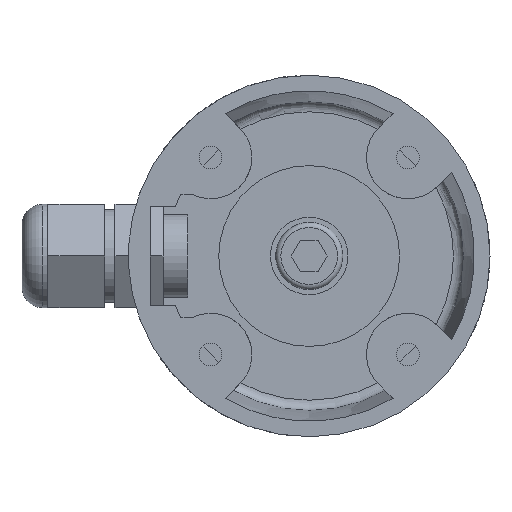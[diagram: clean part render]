
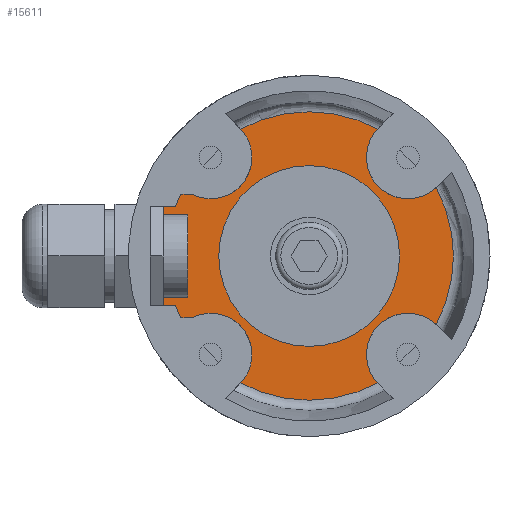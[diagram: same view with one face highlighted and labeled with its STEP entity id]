
A CAD part, front view. The second image highlights one B-rep face of the part: STEP entity #15611.
In plain terms, the highlighted planar face has unit normal (0, -1, 0).
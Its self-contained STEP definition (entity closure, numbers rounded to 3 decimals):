
#1047=FACE_BOUND('',#3456,.T.);
#1065=CIRCLE('',#15693,17.5);
#1614=CIRCLE('',#17288,8.);
#1615=CIRCLE('',#17290,8.);
#1616=CIRCLE('',#17292,27.925);
#1617=CIRCLE('',#17293,8.);
#1618=CIRCLE('',#17294,27.925);
#1619=CIRCLE('',#17295,8.);
#1620=CIRCLE('',#17296,27.925);
#1621=CIRCLE('',#17297,27.6);
#1622=CIRCLE('',#17298,27.6);
#2493=FACE_OUTER_BOUND('',#3455,.T.);
#3455=EDGE_LOOP('',(#13993,#13994,#13995,#13996,#13997,#13998,#13999,#14000,
#14001,#14002,#14003,#14004,#14005,#14006));
#3456=EDGE_LOOP('',(#14007));
#4530=LINE('',#31286,#5595);
#4534=LINE('',#31292,#5599);
#4537=LINE('',#31298,#5602);
#4538=LINE('',#31302,#5603);
#4543=LINE('',#31337,#5608);
#5595=VECTOR('',#21619,10.);
#5599=VECTOR('',#21625,10.);
#5602=VECTOR('',#21630,10.);
#5603=VECTOR('',#21633,10.);
#5608=VECTOR('',#21660,10.);
#5648=VERTEX_POINT('',#21836);
#7138=VERTEX_POINT('',#31283);
#7139=VERTEX_POINT('',#31285);
#7140=VERTEX_POINT('',#31290);
#7141=VERTEX_POINT('',#31294);
#7142=VERTEX_POINT('',#31296);
#7143=VERTEX_POINT('',#31300);
#7144=VERTEX_POINT('',#31301);
#7146=VERTEX_POINT('',#31308);
#7147=VERTEX_POINT('',#31315);
#7149=VERTEX_POINT('',#31326);
#7150=VERTEX_POINT('',#31328);
#7151=VERTEX_POINT('',#31330);
#7152=VERTEX_POINT('',#31332);
#7153=VERTEX_POINT('',#31336);
#7203=EDGE_CURVE('',#5648,#5648,#1065,.T.);
#9440=EDGE_CURVE('',#7139,#7138,#4530,.T.);
#9444=EDGE_CURVE('',#7140,#7138,#4534,.T.);
#9447=EDGE_CURVE('',#7141,#7142,#4537,.T.);
#9448=EDGE_CURVE('',#7143,#7144,#4538,.T.);
#9453=EDGE_CURVE('',#7142,#7146,#1614,.T.);
#9454=EDGE_CURVE('',#7147,#7143,#1615,.T.);
#9457=EDGE_CURVE('',#7149,#7146,#1616,.T.);
#9458=EDGE_CURVE('',#7149,#7150,#1617,.T.);
#9459=EDGE_CURVE('',#7151,#7150,#1618,.T.);
#9460=EDGE_CURVE('',#7151,#7152,#1619,.T.);
#9461=EDGE_CURVE('',#7147,#7152,#1620,.T.);
#9462=EDGE_CURVE('',#7144,#7139,#1621,.T.);
#9463=EDGE_CURVE('',#7153,#7140,#4543,.T.);
#9464=EDGE_CURVE('',#7153,#7141,#1622,.T.);
#13993=ORIENTED_EDGE('',*,*,#9447,.T.);
#13994=ORIENTED_EDGE('',*,*,#9453,.T.);
#13995=ORIENTED_EDGE('',*,*,#9457,.F.);
#13996=ORIENTED_EDGE('',*,*,#9458,.T.);
#13997=ORIENTED_EDGE('',*,*,#9459,.F.);
#13998=ORIENTED_EDGE('',*,*,#9460,.T.);
#13999=ORIENTED_EDGE('',*,*,#9461,.F.);
#14000=ORIENTED_EDGE('',*,*,#9454,.T.);
#14001=ORIENTED_EDGE('',*,*,#9448,.T.);
#14002=ORIENTED_EDGE('',*,*,#9462,.T.);
#14003=ORIENTED_EDGE('',*,*,#9440,.T.);
#14004=ORIENTED_EDGE('',*,*,#9444,.F.);
#14005=ORIENTED_EDGE('',*,*,#9463,.F.);
#14006=ORIENTED_EDGE('',*,*,#9464,.T.);
#14007=ORIENTED_EDGE('',*,*,#7203,.T.);
#14755=PLANE('',#17291);
#15611=ADVANCED_FACE('',(#2493,#1047),#14755,.F.);
#15693=AXIS2_PLACEMENT_3D('',#21837,#17419,#17420);
#17288=AXIS2_PLACEMENT_3D('',#31313,#21639,#21640);
#17290=AXIS2_PLACEMENT_3D('',#31316,#21643,#21644);
#17291=AXIS2_PLACEMENT_3D('',#31325,#21646,#21647);
#17292=AXIS2_PLACEMENT_3D('',#31327,#21648,#21649);
#17293=AXIS2_PLACEMENT_3D('',#31329,#21650,#21651);
#17294=AXIS2_PLACEMENT_3D('',#31331,#21652,#21653);
#17295=AXIS2_PLACEMENT_3D('',#31333,#21654,#21655);
#17296=AXIS2_PLACEMENT_3D('',#31334,#21656,#21657);
#17297=AXIS2_PLACEMENT_3D('',#31335,#21658,#21659);
#17298=AXIS2_PLACEMENT_3D('',#31338,#21661,#21662);
#17419=DIRECTION('center_axis',(0.,1.,0.));
#17420=DIRECTION('ref_axis',(-1.,0.,0.));
#21619=DIRECTION('',(-1.,0.,0.));
#21625=DIRECTION('',(0.,0.,1.));
#21630=DIRECTION('',(1.,0.,0.));
#21633=DIRECTION('',(-1.,0.,0.));
#21639=DIRECTION('center_axis',(0.,1.,0.));
#21640=DIRECTION('ref_axis',(0.707,0.,-0.707));
#21643=DIRECTION('center_axis',(0.,1.,0.));
#21644=DIRECTION('ref_axis',(-0.707,0.,-0.707));
#21646=DIRECTION('center_axis',(0.,1.,0.));
#21647=DIRECTION('ref_axis',(0.,0.,1.));
#21648=DIRECTION('center_axis',(0.,1.,0.));
#21649=DIRECTION('ref_axis',(1.,0.,0.));
#21650=DIRECTION('center_axis',(0.,1.,0.));
#21651=DIRECTION('ref_axis',(0.707,0.,0.707));
#21652=DIRECTION('center_axis',(0.,1.,0.));
#21653=DIRECTION('ref_axis',(1.,0.,0.));
#21654=DIRECTION('center_axis',(0.,1.,0.));
#21655=DIRECTION('ref_axis',(-0.707,0.,0.707));
#21656=DIRECTION('center_axis',(0.,1.,0.));
#21657=DIRECTION('ref_axis',(1.,0.,0.));
#21658=DIRECTION('center_axis',(0.,-1.,0.));
#21659=DIRECTION('ref_axis',(0.901,0.,-0.435));
#21660=DIRECTION('',(-1.,0.,0.));
#21661=DIRECTION('center_axis',(0.,-1.,0.));
#21662=DIRECTION('ref_axis',(0.939,0.,0.344));
#21836=CARTESIAN_POINT('',(17.5,-3.,0.));
#21837=CARTESIAN_POINT('Origin',(0.,-3.,0.));
#31283=CARTESIAN_POINT('',(-30.8,-3.,9.5));
#31285=CARTESIAN_POINT('',(-25.914,-3.,9.5));
#31286=CARTESIAN_POINT('',(-5.294,-3.,9.5));
#31290=CARTESIAN_POINT('',(-30.8,-3.,-9.5));
#31292=CARTESIAN_POINT('',(-30.8,-3.,0.));
#31294=CARTESIAN_POINT('',(-24.855,-3.,-12.));
#31296=CARTESIAN_POINT('',(-22.794,-3.,-12.));
#31298=CARTESIAN_POINT('',(-1.291,-3.,-12.));
#31300=CARTESIAN_POINT('',(-22.794,-3.,12.));
#31301=CARTESIAN_POINT('',(-24.855,-3.,12.));
#31302=CARTESIAN_POINT('',(-4.72,-3.,12.));
#31308=CARTESIAN_POINT('',(-13.265,-3.,-24.573));
#31313=CARTESIAN_POINT('Origin',(-19.092,-3.,-19.092));
#31315=CARTESIAN_POINT('',(-13.265,-3.,24.573));
#31316=CARTESIAN_POINT('Origin',(-19.092,-3.,19.092));
#31325=CARTESIAN_POINT('Origin',(20.212,-3.,0.));
#31326=CARTESIAN_POINT('',(13.265,-3.,-24.573));
#31327=CARTESIAN_POINT('Origin',(0.,-3.,0.));
#31328=CARTESIAN_POINT('',(24.573,-3.,-13.265));
#31329=CARTESIAN_POINT('Origin',(19.092,-3.,-19.092));
#31330=CARTESIAN_POINT('',(24.573,-3.,13.265));
#31331=CARTESIAN_POINT('Origin',(0.,-3.,0.));
#31332=CARTESIAN_POINT('',(13.265,-3.,24.573));
#31333=CARTESIAN_POINT('Origin',(19.092,-3.,19.092));
#31334=CARTESIAN_POINT('Origin',(0.,-3.,0.));
#31335=CARTESIAN_POINT('Origin',(0.,-3.,0.));
#31336=CARTESIAN_POINT('',(-25.914,-3.,-9.5));
#31337=CARTESIAN_POINT('',(0.,-3.,-9.5));
#31338=CARTESIAN_POINT('Origin',(0.,-3.,0.));
